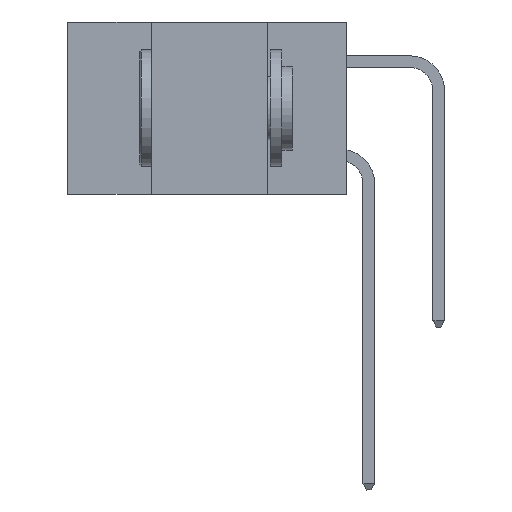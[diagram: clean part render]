
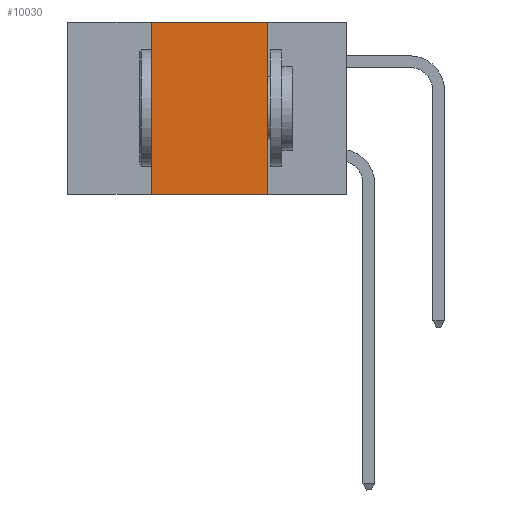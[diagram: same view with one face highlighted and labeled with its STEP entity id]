
A CAD part, left-side view. The second image highlights one B-rep face of the part: STEP entity #10030.
In plain terms, the highlighted planar face has unit normal (-1, 0, 0).
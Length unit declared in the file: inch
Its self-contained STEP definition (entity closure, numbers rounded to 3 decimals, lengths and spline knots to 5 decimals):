
#49 = DIRECTION ( 'NONE',  ( 0., 0., -1. ) ) ;
#82 = VECTOR ( 'NONE', #49, 39.37008 ) ;
#165 = DIRECTION ( 'NONE',  ( 0., 0., -1. ) ) ;
#1066 = VERTEX_POINT ( 'NONE', #9547 ) ;
#1310 = ORIENTED_EDGE ( 'NONE', *, *, #10164, .F. ) ;
#1822 = AXIS2_PLACEMENT_3D ( 'NONE', #6440, #11608, #165 ) ;
#1893 = CARTESIAN_POINT ( 'NONE',  ( 0., 0.6, 0. ) ) ;
#1981 = CARTESIAN_POINT ( 'NONE',  ( 0., 0.17, 0. ) ) ;
#2236 = EDGE_LOOP ( 'NONE', ( #5788, #2600, #1310, #8370 ) ) ;
#2410 = LINE ( 'NONE', #5359, #9829 ) ;
#2600 = ORIENTED_EDGE ( 'NONE', *, *, #5711, .F. ) ;
#3272 = VECTOR ( 'NONE', #13258, 39.37008 ) ;
#4170 = PLANE ( 'NONE',  #1822 ) ;
#4439 = CARTESIAN_POINT ( 'NONE',  ( 0., 0.17, -0.37 ) ) ;
#4588 = VERTEX_POINT ( 'NONE', #10539 ) ;
#5220 = DIRECTION ( 'NONE',  ( 0., -1., 0. ) ) ;
#5347 = VERTEX_POINT ( 'NONE', #4439 ) ;
#5359 = CARTESIAN_POINT ( 'NONE',  ( 0., 0.6, -0.37 ) ) ;
#5711 = EDGE_CURVE ( 'NONE', #4588, #12775, #6051, .T. ) ;
#5788 = ORIENTED_EDGE ( 'NONE', *, *, #7819, .F. ) ;
#6051 = LINE ( 'NONE', #1893, #3272 ) ;
#6440 = CARTESIAN_POINT ( 'NONE',  ( 0., 0.6, 0. ) ) ;
#7345 = LINE ( 'NONE', #1981, #82 ) ;
#7444 = FACE_OUTER_BOUND ( 'NONE', #2236, .T. ) ;
#7819 = EDGE_CURVE ( 'NONE', #12775, #5347, #7345, .T. ) ;
#8249 = CARTESIAN_POINT ( 'NONE',  ( 0., 0.17, 0. ) ) ;
#8370 = ORIENTED_EDGE ( 'NONE', *, *, #10870, .T. ) ;
#9001 = CARTESIAN_POINT ( 'NONE',  ( 0., 0.42, 0. ) ) ;
#9547 = CARTESIAN_POINT ( 'NONE',  ( 0., 0.42, -0.37 ) ) ;
#9829 = VECTOR ( 'NONE', #5220, 39.37008 ) ;
#10002 = DIRECTION ( 'NONE',  ( 0., 0., 1. ) ) ;
#10030 = ADVANCED_FACE ( 'NONE', ( #7444 ), #4170, .F. ) ;
#10164 = EDGE_CURVE ( 'NONE', #1066, #4588, #10802, .T. ) ;
#10312 = VECTOR ( 'NONE', #10002, 39.37008 ) ;
#10539 = CARTESIAN_POINT ( 'NONE',  ( 0., 0.42, 0. ) ) ;
#10802 = LINE ( 'NONE', #9001, #10312 ) ;
#10870 = EDGE_CURVE ( 'NONE', #1066, #5347, #2410, .T. ) ;
#11608 = DIRECTION ( 'NONE',  ( 1., 0., 0. ) ) ;
#12775 = VERTEX_POINT ( 'NONE', #8249 ) ;
#13258 = DIRECTION ( 'NONE',  ( 0., -1., 0. ) ) ;
